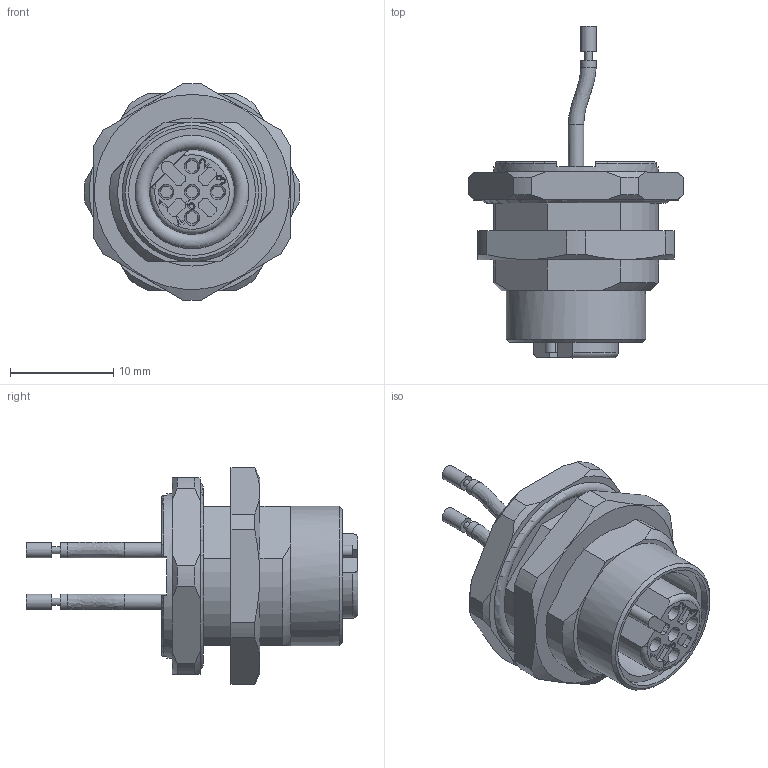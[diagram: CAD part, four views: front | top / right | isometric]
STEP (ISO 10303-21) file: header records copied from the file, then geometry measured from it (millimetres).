
FILE_DESCRIPTION(/* description */ (''),/* implementation_level */ '2;1');
FILE_NAME(/* name */ 'PB-FHM12KUB2_m_M16_stp.stp',/* time_stamp */ '2016-11-16T11:48:04+01:00',/* author */ (''),/* organization */ (''),/* preprocessor_version */ 'ST-DEVELOPER v16',/* originating_system */ 'SIEMENS PLM Software NX 10.0',/* authorisation */ '');
FILE_SCHEMA (('AUTOMOTIVE_DESIGN { 1 0 10303 214 3 1 1 1 }'));
Length unit declared in the file: millimetre
Products named in the file (1): PB-FHM12KUB2_m_M16_stp
Bounding box: 20.89 x 32.15 x 20.99 mm (x, y, z)
Volume: 3369.8 mm3; surface area: 2524 mm2
Topology: 1 solids, 1 shells, 242 faces, 658 edges, 436 vertices
Faces by surface type: plane 109, cylinder 64, extrusion 32, cone 24, torus 11, bspline 2
Full cylindrical faces by diameter (mm): 0.7 x2, 1.15 x5, 1.5 x6, 11 x1, 12.3 x1, 13.5 x1, 16 x1
Entity records: 8169 total; most frequent: CARTESIAN_POINT 2304, ORIENTED_EDGE 1232, DIRECTION 1113, EDGE_CURVE 616, VERTEX_POINT 423, AXIS2_PLACEMENT_3D 384, VECTOR 345, LINE 313
